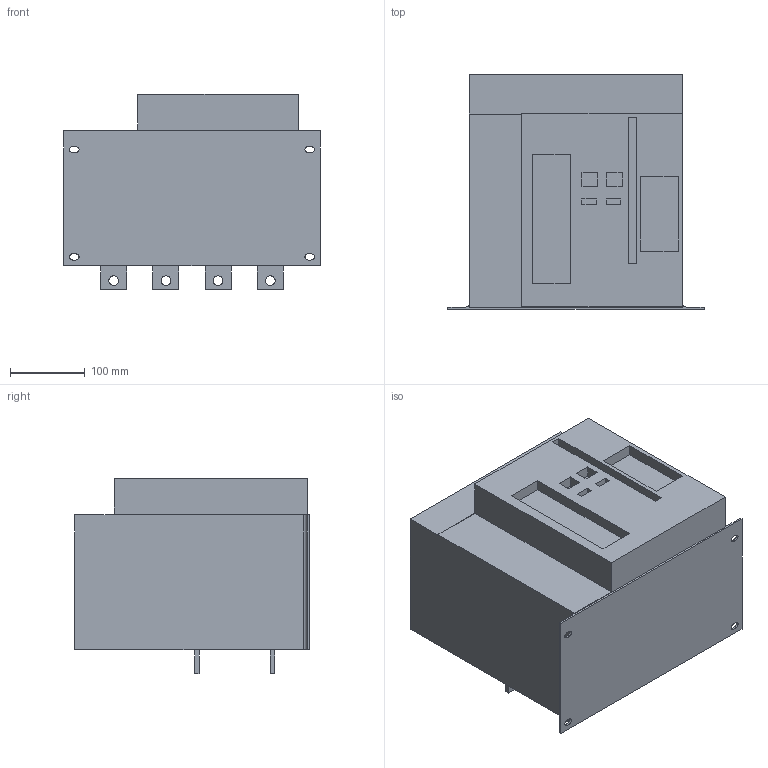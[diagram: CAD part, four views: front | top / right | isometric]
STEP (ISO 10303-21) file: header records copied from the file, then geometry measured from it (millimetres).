
FILE_DESCRIPTION((''),'2;1');
FILE_NAME('NA1-1000-200-F4','2019-04-26T',('hyha'),(''),'CREO PARAMETRIC BY PTC INC, 2015480','CREO PARAMETRIC BY PTC INC, 2015480','');
FILE_SCHEMA(('AUTOMOTIVE_DESIGN { 1 0 10303 214 1 1 1 1 }'));
Length unit declared in the file: millimetre
Products named in the file (1): NA1-1000-200-F4
Bounding box: 344 x 315 x 262 mm (x, y, z)
Volume: 18890360.9 mm3; surface area: 506907.3 mm2
Topology: 1 solids, 1 shells, 117 faces, 300 edges, 200 vertices
Faces by surface type: plane 91, cylinder 18, extrusion 8
Entity records: 3762 total; most frequent: CARTESIAN_POINT 763, ORIENTED_EDGE 600, DIRECTION 562, EDGE_CURVE 300, VECTOR 256, LINE 248, VERTEX_POINT 200, EDGE_LOOP 156
